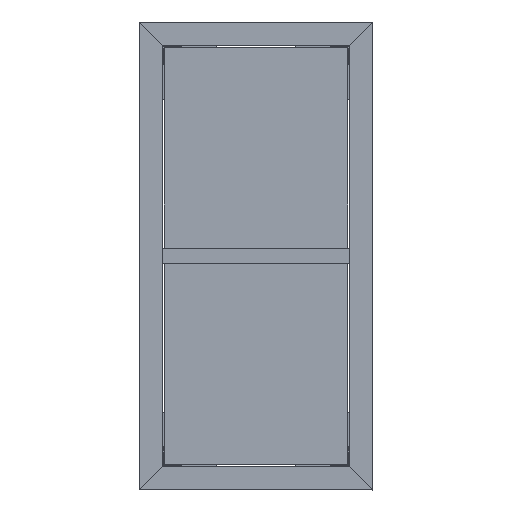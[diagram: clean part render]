
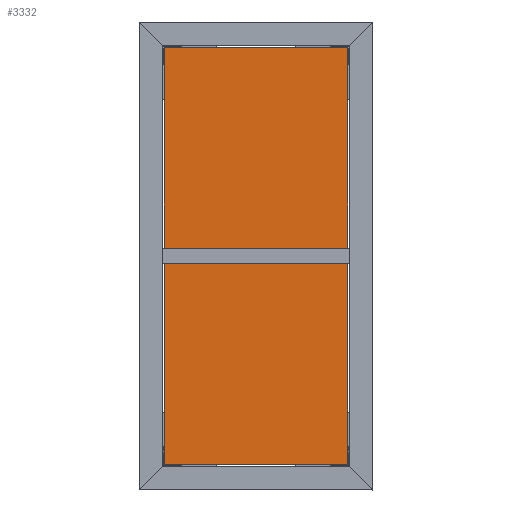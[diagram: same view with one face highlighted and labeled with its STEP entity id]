
A CAD part, top view. The second image highlights one B-rep face of the part: STEP entity #3332.
In plain terms, the highlighted planar face has unit normal (0, 0, 1).
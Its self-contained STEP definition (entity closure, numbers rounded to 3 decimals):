
#93=FACE_OUTER_BOUND('',#307,.T.);
#307=EDGE_LOOP('',(#2106,#2107,#2108,#2109));
#541=LINE('',#4782,#949);
#542=LINE('',#4784,#950);
#543=LINE('',#4786,#951);
#544=LINE('',#4787,#952);
#949=VECTOR('',#3911,10.);
#950=VECTOR('',#3912,10.);
#951=VECTOR('',#3913,10.);
#952=VECTOR('',#3914,10.);
#1342=VERTEX_POINT('',#4780);
#1343=VERTEX_POINT('',#4781);
#1344=VERTEX_POINT('',#4783);
#1345=VERTEX_POINT('',#4785);
#1633=EDGE_CURVE('',#1342,#1343,#541,.T.);
#1634=EDGE_CURVE('',#1343,#1344,#542,.T.);
#1635=EDGE_CURVE('',#1344,#1345,#543,.T.);
#1636=EDGE_CURVE('',#1345,#1342,#544,.T.);
#2106=ORIENTED_EDGE('',*,*,#1633,.T.);
#2107=ORIENTED_EDGE('',*,*,#1634,.T.);
#2108=ORIENTED_EDGE('',*,*,#1635,.T.);
#2109=ORIENTED_EDGE('',*,*,#1636,.T.);
#2879=PLANE('',#3603);
#3332=ADVANCED_FACE('',(#93),#2879,.T.);
#3603=AXIS2_PLACEMENT_3D('',#4779,#3909,#3910);
#3909=DIRECTION('center_axis',(0.,0.,
1.));
#3910=DIRECTION('ref_axis',(1.,0.,0.));
#3911=DIRECTION('',(1.,0.,0.));
#3912=DIRECTION('',(0.,1.,0.));
#3913=DIRECTION('',(-1.,0.,0.));
#3914=DIRECTION('',(0.,-1.,0.));
#4779=CARTESIAN_POINT('Origin',(695.249,860.46,378.384));
#4780=CARTESIAN_POINT('',(460.249,325.46,378.384));
#4781=CARTESIAN_POINT('',(930.249,325.46,378.384));
#4782=CARTESIAN_POINT('',(930.249,325.46,378.384));
#4783=CARTESIAN_POINT('',(930.249,1395.46,378.384));
#4784=CARTESIAN_POINT('',(930.249,1395.46,378.384));
#4785=CARTESIAN_POINT('',(460.249,1395.46,378.384));
#4786=CARTESIAN_POINT('',(460.249,1395.46,378.384));
#4787=CARTESIAN_POINT('',(460.249,325.46,378.384));
